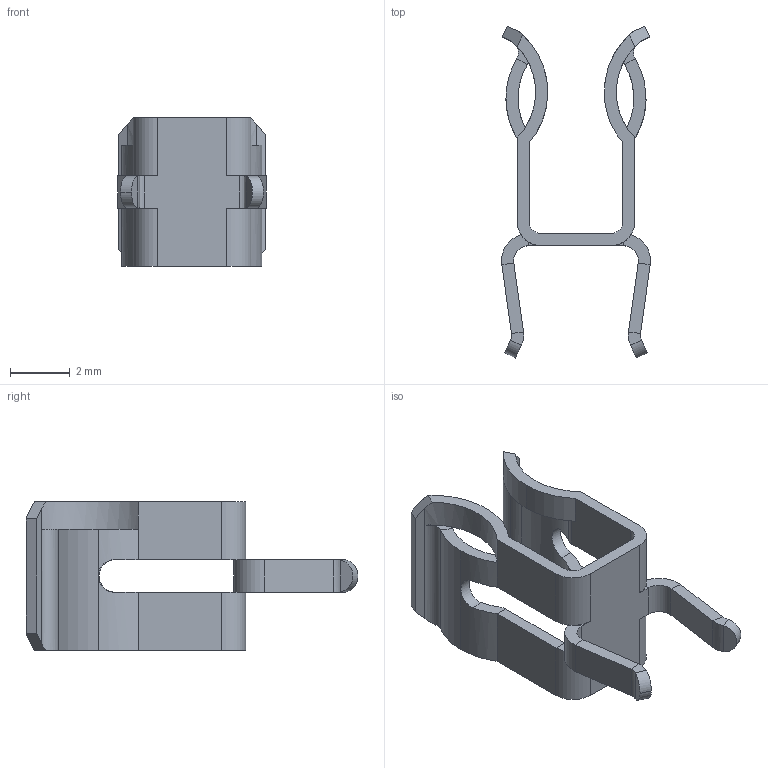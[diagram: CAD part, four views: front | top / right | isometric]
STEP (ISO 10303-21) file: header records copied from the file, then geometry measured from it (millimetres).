
FILE_DESCRIPTION (( 'STEP AP214' ), '1' );
FILE_NAME ('3521.STEP', '2017-01-31T20:13:57', ( '' ), ( '' ), 'SwSTEP 2.0', 'SolidWorks 2013', '' );
FILE_SCHEMA (( 'AUTOMOTIVE_DESIGN' ));
Length unit declared in the file: inch
Products named in the file (1): 3521
Bounding box: 5 x 11.15 x 5 mm (x, y, z)
Volume: 36 mm3; surface area: 217.6 mm2
Topology: 1 solids, 1 shells, 139 faces, 342 edges, 198 vertices
Faces by surface type: plane 90, cylinder 44, bspline 5
Entity records: 4184 total; most frequent: CARTESIAN_POINT 879, DIRECTION 688, ORIENTED_EDGE 684, EDGE_CURVE 342, AXIS2_PLACEMENT_3D 233, LINE 222, VECTOR 222, VERTEX_POINT 198
